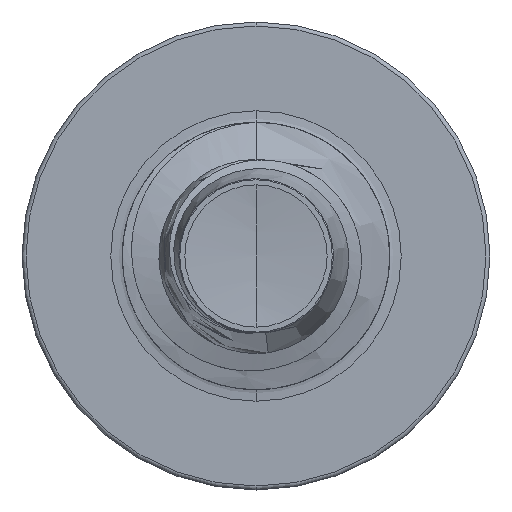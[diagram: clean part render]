
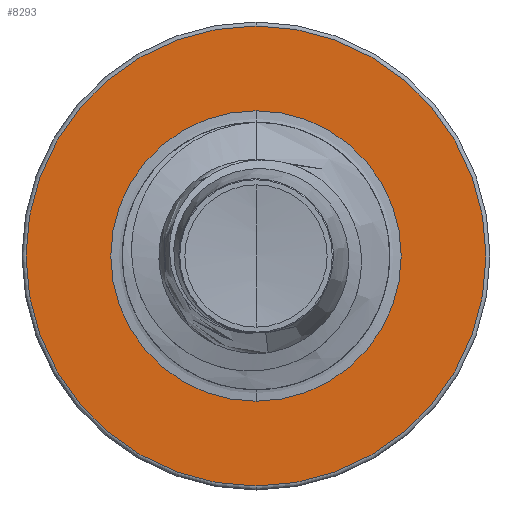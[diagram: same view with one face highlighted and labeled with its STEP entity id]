
A CAD part, front view. The second image highlights one B-rep face of the part: STEP entity #8293.
In plain terms, the highlighted planar face has unit normal (0, -1, 0).
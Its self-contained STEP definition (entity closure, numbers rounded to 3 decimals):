
#365 = CARTESIAN_POINT ( 'NONE',  ( 0., 9., 1.086 ) ) ;
#1109 = DIRECTION ( 'NONE',  ( 0., 0., 1. ) ) ;
#1128 = DIRECTION ( 'NONE',  ( 0., 1., 0. ) ) ;
#1169 = CARTESIAN_POINT ( 'NONE',  ( 0., 9., 0. ) ) ;
#1577 = VERTEX_POINT ( 'NONE', #9875 ) ;
#1597 = DIRECTION ( 'NONE',  ( 0., 0., 1. ) ) ;
#1617 = DIRECTION ( 'NONE',  ( 0., 1., 0. ) ) ;
#1655 = CARTESIAN_POINT ( 'NONE',  ( 0., 9., 0. ) ) ;
#1831 = AXIS2_PLACEMENT_3D ( 'NONE', #5523, #5506, #5500 ) ;
#1882 = AXIS2_PLACEMENT_3D ( 'NONE', #1169, #1128, #1109 ) ;
#1925 = AXIS2_PLACEMENT_3D ( 'NONE', #1655, #1617, #1597 ) ;
#2665 = ORIENTED_EDGE ( 'NONE', *, *, #16149, .F. ) ;
#3895 = AXIS2_PLACEMENT_3D ( 'NONE', #4129, #4092, #4071 ) ;
#4071 = DIRECTION ( 'NONE',  ( 0., 0., 1. ) ) ;
#4092 = DIRECTION ( 'NONE',  ( 0., 1., 0. ) ) ;
#4129 = CARTESIAN_POINT ( 'NONE',  ( 0., 9., 0. ) ) ;
#4275 = CARTESIAN_POINT ( 'NONE',  ( 0., 9., 1.72 ) ) ;
#4354 = EDGE_LOOP ( 'NONE', ( #7994, #11908 ) ) ;
#4931 = VERTEX_POINT ( 'NONE', #4275 ) ;
#5500 = DIRECTION ( 'NONE',  ( 0., 0., 1. ) ) ;
#5506 = DIRECTION ( 'NONE',  ( 0., 1., 0. ) ) ;
#5523 = CARTESIAN_POINT ( 'NONE',  ( 0., 9., 0. ) ) ;
#7622 = VERTEX_POINT ( 'NONE', #365 ) ;
#7744 = FACE_OUTER_BOUND ( 'NONE', #15401, .T. ) ;
#7994 = ORIENTED_EDGE ( 'NONE', *, *, #16205, .T. ) ;
#8293 = ADVANCED_FACE ( 'NONE', ( #7744, #12129 ), #8918, .F. ) ;
#8351 = DIRECTION ( 'NONE',  ( 0., 0., 1. ) ) ;
#8369 = DIRECTION ( 'NONE',  ( 0., 1., 0. ) ) ;
#8918 = PLANE ( 'NONE',  #11650 ) ;
#9632 = CIRCLE ( 'NONE', #1831, 1.086 ) ;
#9875 = CARTESIAN_POINT ( 'NONE',  ( 0., 9., -1.72 ) ) ;
#11650 = AXIS2_PLACEMENT_3D ( 'NONE', #11996, #8369, #8351 ) ;
#11908 = ORIENTED_EDGE ( 'NONE', *, *, #15505, .T. ) ;
#11996 = CARTESIAN_POINT ( 'NONE',  ( 0., 9., -1.086 ) ) ;
#12129 = FACE_BOUND ( 'NONE', #4354, .T. ) ;
#12321 = CARTESIAN_POINT ( 'NONE',  ( 0., 9., -1.086 ) ) ;
#13623 = CIRCLE ( 'NONE', #1882, 1.72 ) ;
#14267 = VERTEX_POINT ( 'NONE', #12321 ) ;
#14580 = ORIENTED_EDGE ( 'NONE', *, *, #16116, .F. ) ;
#15401 = EDGE_LOOP ( 'NONE', ( #14580, #2665 ) ) ;
#15505 = EDGE_CURVE ( 'NONE', #14267, #7622, #16828, .T. ) ;
#16116 = EDGE_CURVE ( 'NONE', #4931, #1577, #16265, .T. ) ;
#16149 = EDGE_CURVE ( 'NONE', #1577, #4931, #13623, .T. ) ;
#16205 = EDGE_CURVE ( 'NONE', #7622, #14267, #9632, .T. ) ;
#16265 = CIRCLE ( 'NONE', #1925, 1.72 ) ;
#16828 = CIRCLE ( 'NONE', #3895, 1.086 ) ;
